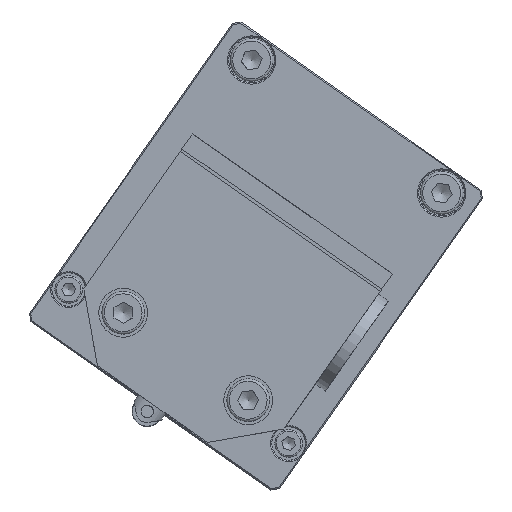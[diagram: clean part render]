
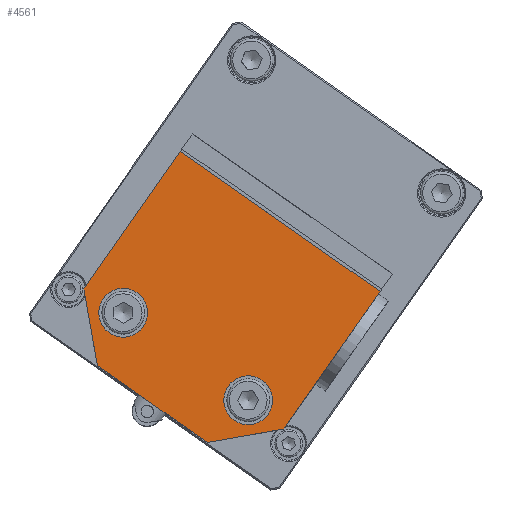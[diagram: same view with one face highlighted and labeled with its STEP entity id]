
A CAD part, left-side view. The second image highlights one B-rep face of the part: STEP entity #4561.
In plain terms, the highlighted planar face has unit normal (-1, 0, 0).
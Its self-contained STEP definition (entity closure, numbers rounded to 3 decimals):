
#342=LINE('',#7626,#630);
#345=LINE('',#7631,#633);
#347=LINE('',#7635,#635);
#349=LINE('',#7639,#637);
#351=LINE('',#7643,#639);
#353=LINE('',#7646,#641);
#630=VECTOR('',#6186,12.728);
#633=VECTOR('',#6191,27.5);
#635=VECTOR('',#6195,40.);
#637=VECTOR('',#6199,27.5);
#639=VECTOR('',#6203,12.728);
#641=VECTOR('',#6207,22.);
#877=PLANE('',#5022);
#1037=FACE_BOUND('',#1750,.T.);
#1038=FACE_BOUND('',#1751,.T.);
#1312=FACE_OUTER_BOUND('',#1749,.T.);
#1749=EDGE_LOOP('',(#3859,#3860,#3861,#3862,#3863,#3864));
#1750=EDGE_LOOP('',(#3865));
#1751=EDGE_LOOP('',(#3866));
#1930=CIRCLE('',#5000,4.);
#1932=CIRCLE('',#5004,4.);
#2304=VERTEX_POINT('',#7600);
#2306=VERTEX_POINT('',#7606);
#2311=VERTEX_POINT('',#7624);
#2312=VERTEX_POINT('',#7625);
#2313=VERTEX_POINT('',#7630);
#2314=VERTEX_POINT('',#7634);
#2315=VERTEX_POINT('',#7638);
#2316=VERTEX_POINT('',#7642);
#2819=EDGE_CURVE('',#2304,#2304,#1930,.T.);
#2821=EDGE_CURVE('',#2306,#2306,#1932,.T.);
#2827=EDGE_CURVE('',#2311,#2312,#342,.T.);
#2830=EDGE_CURVE('',#2312,#2313,#345,.T.);
#2832=EDGE_CURVE('',#2313,#2314,#347,.T.);
#2834=EDGE_CURVE('',#2314,#2315,#349,.T.);
#2836=EDGE_CURVE('',#2315,#2316,#351,.T.);
#2838=EDGE_CURVE('',#2316,#2311,#353,.T.);
#3859=ORIENTED_EDGE('',*,*,#2827,.F.);
#3860=ORIENTED_EDGE('',*,*,#2838,.F.);
#3861=ORIENTED_EDGE('',*,*,#2836,.F.);
#3862=ORIENTED_EDGE('',*,*,#2834,.F.);
#3863=ORIENTED_EDGE('',*,*,#2832,.F.);
#3864=ORIENTED_EDGE('',*,*,#2830,.F.);
#3865=ORIENTED_EDGE('',*,*,#2819,.T.);
#3866=ORIENTED_EDGE('',*,*,#2821,.T.);
#4561=ADVANCED_FACE('',(#1312,#1037,#1038),#877,.T.);
#5000=AXIS2_PLACEMENT_3D('',#7601,#6152,#6153);
#5004=AXIS2_PLACEMENT_3D('',#7607,#6160,#6161);
#5022=AXIS2_PLACEMENT_3D('',#7647,#6208,#6209);
#6152=DIRECTION('center_axis',(1.,0.,0.));
#6153=DIRECTION('ref_axis',(0.,0.819,0.573));
#6160=DIRECTION('center_axis',(1.,0.,0.));
#6161=DIRECTION('ref_axis',(0.,0.819,0.573));
#6186=DIRECTION('',(0.,0.174,0.985));
#6191=DIRECTION('',(0.,-0.573,0.819));
#6195=DIRECTION('',(0.,-0.819,-0.573));
#6199=DIRECTION('',(0.,0.573,-0.819));
#6203=DIRECTION('',(0.,0.985,-0.174));
#6207=DIRECTION('',(0.,0.819,0.573));
#6208=DIRECTION('center_axis',(-1.,0.,0.));
#6209=DIRECTION('ref_axis',(0.,0.819,0.573));
#7600=CARTESIAN_POINT('',(300.358,362.86,1233.487));
#7601=CARTESIAN_POINT('Origin',(300.358,359.583,1231.193));
#7606=CARTESIAN_POINT('',(300.358,342.379,1219.151));
#7607=CARTESIAN_POINT('Origin',(300.358,339.102,1216.857));
#7624=CARTESIAN_POINT('',(300.358,363.802,1222.55));
#7625=CARTESIAN_POINT('',(300.358,366.014,1235.085));
#7626=CARTESIAN_POINT('',(300.358,363.802,1222.55));
#7630=CARTESIAN_POINT('',(300.358,350.243,1257.613));
#7631=CARTESIAN_POINT('',(300.358,366.014,1235.085));
#7634=CARTESIAN_POINT('',(300.358,317.474,1234.675));
#7635=CARTESIAN_POINT('',(300.358,350.243,1257.613));
#7638=CARTESIAN_POINT('',(300.358,333.244,1212.146));
#7639=CARTESIAN_POINT('',(300.358,317.474,1234.675));
#7642=CARTESIAN_POINT('',(300.358,345.779,1209.934));
#7643=CARTESIAN_POINT('',(300.358,333.244,1212.146));
#7646=CARTESIAN_POINT('',(300.358,354.79,1216.242));
#7647=CARTESIAN_POINT('Origin',(300.358,343.415,1232.493));
